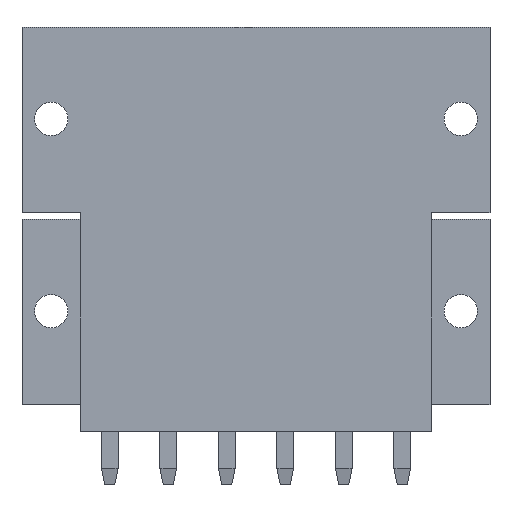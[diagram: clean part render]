
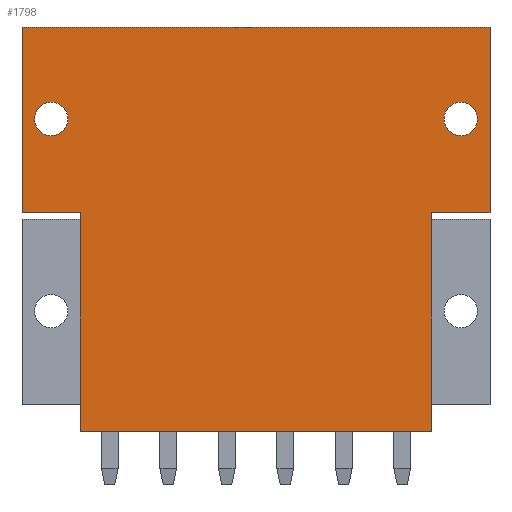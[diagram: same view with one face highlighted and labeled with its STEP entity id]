
A CAD part, front view. The second image highlights one B-rep face of the part: STEP entity #1798.
In plain terms, the highlighted planar face has unit normal (0, -1, 0).
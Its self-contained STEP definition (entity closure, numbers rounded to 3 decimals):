
#1712=AXIS2_PLACEMENT_3D('Plane Axis2P3D',#1709,#1710,#1711) ;
#1764=AXIS2_PLACEMENT_3D('Circle Axis2P3D',#1762,#1763,$) ;
#1773=AXIS2_PLACEMENT_3D('Circle Axis2P3D',#1771,#1772,$) ;
#1782=AXIS2_PLACEMENT_3D('Circle Axis2P3D',#1780,#1781,$) ;
#1791=AXIS2_PLACEMENT_3D('Circle Axis2P3D',#1789,#1790,$) ;
#40=CARTESIAN_POINT('Vertex',(0.,0.,27.4)) ;
#45=CARTESIAN_POINT('Line Origine',(14.,0.,27.4)) ;
#49=CARTESIAN_POINT('Vertex',(28.,0.,27.4)) ;
#1279=CARTESIAN_POINT('Vertex',(24.5,0.,3.2)) ;
#1282=CARTESIAN_POINT('Line Origine',(14.,0.,3.2)) ;
#1286=CARTESIAN_POINT('Vertex',(3.5,0.,3.2)) ;
#1709=CARTESIAN_POINT('Axis2P3D Location',(3.5,0.,27.4)) ;
#1714=CARTESIAN_POINT('Line Origine',(24.5,0.,9.75)) ;
#1718=CARTESIAN_POINT('Vertex',(24.5,0.,16.3)) ;
#1721=CARTESIAN_POINT('Line Origine',(26.25,0.,16.3)) ;
#1725=CARTESIAN_POINT('Vertex',(28.,0.,16.3)) ;
#1728=CARTESIAN_POINT('Line Origine',(28.,0.,21.85)) ;
#1733=CARTESIAN_POINT('Line Origine',(0.,0.,21.85)) ;
#1737=CARTESIAN_POINT('Vertex',(0.,0.,16.3)) ;
#1740=CARTESIAN_POINT('Line Origine',(1.75,0.,16.3)) ;
#1744=CARTESIAN_POINT('Vertex',(3.5,0.,16.3)) ;
#1747=CARTESIAN_POINT('Line Origine',(3.5,0.,9.75)) ;
#1762=CARTESIAN_POINT('Axis2P3D Location',(26.25,0.,21.9)) ;
#1766=CARTESIAN_POINT('Vertex',(25.25,0.,21.9)) ;
#1768=CARTESIAN_POINT('Vertex',(27.25,0.,21.9)) ;
#1771=CARTESIAN_POINT('Axis2P3D Location',(26.25,0.,21.9)) ;
#1780=CARTESIAN_POINT('Axis2P3D Location',(1.75,0.,21.9)) ;
#1784=CARTESIAN_POINT('Vertex',(2.75,0.,21.9)) ;
#1786=CARTESIAN_POINT('Vertex',(0.75,0.,21.9)) ;
#1789=CARTESIAN_POINT('Axis2P3D Location',(1.75,0.,21.9)) ;
#46=DIRECTION('Vector Direction',(1.,0.,0.)) ;
#1283=DIRECTION('Vector Direction',(1.,0.,0.)) ;
#1710=DIRECTION('Axis2P3D Direction',(0.,-1.,0.)) ;
#1711=DIRECTION('Axis2P3D XDirection',(0.,0.,-1.)) ;
#1715=DIRECTION('Vector Direction',(0.,0.,-1.)) ;
#1722=DIRECTION('Vector Direction',(1.,0.,0.)) ;
#1729=DIRECTION('Vector Direction',(0.,0.,-1.)) ;
#1734=DIRECTION('Vector Direction',(0.,0.,-1.)) ;
#1741=DIRECTION('Vector Direction',(1.,0.,0.)) ;
#1748=DIRECTION('Vector Direction',(0.,0.,-1.)) ;
#1763=DIRECTION('Axis2P3D Direction',(0.,-1.,0.)) ;
#1772=DIRECTION('Axis2P3D Direction',(0.,-1.,0.)) ;
#1781=DIRECTION('Axis2P3D Direction',(0.,-1.,0.)) ;
#1790=DIRECTION('Axis2P3D Direction',(0.,-1.,0.)) ;
#47=VECTOR('Line Direction',#46,1.) ;
#1284=VECTOR('Line Direction',#1283,1.) ;
#1716=VECTOR('Line Direction',#1715,1.) ;
#1723=VECTOR('Line Direction',#1722,1.) ;
#1730=VECTOR('Line Direction',#1729,1.) ;
#1735=VECTOR('Line Direction',#1734,1.) ;
#1742=VECTOR('Line Direction',#1741,1.) ;
#1749=VECTOR('Line Direction',#1748,1.) ;
#1753=ORIENTED_EDGE('',*,*,#1720,.T.) ;
#1754=ORIENTED_EDGE('',*,*,#1727,.F.) ;
#1755=ORIENTED_EDGE('',*,*,#1732,.T.) ;
#1756=ORIENTED_EDGE('',*,*,#51,.T.) ;
#1757=ORIENTED_EDGE('',*,*,#1739,.F.) ;
#1758=ORIENTED_EDGE('',*,*,#1746,.T.) ;
#1759=ORIENTED_EDGE('',*,*,#1751,.F.) ;
#1760=ORIENTED_EDGE('',*,*,#1288,.T.) ;
#1777=ORIENTED_EDGE('',*,*,#1770,.F.) ;
#1778=ORIENTED_EDGE('',*,*,#1775,.F.) ;
#1795=ORIENTED_EDGE('',*,*,#1788,.T.) ;
#1796=ORIENTED_EDGE('',*,*,#1793,.T.) ;
#1779=FACE_BOUND('',#1776,.T.) ;
#1797=FACE_BOUND('',#1794,.T.) ;
#1798=ADVANCED_FACE('Housing',(#1761,#1779,#1797),#1713,.T.) ;
#1765=CIRCLE('generated circle',#1764,1.) ;
#1774=CIRCLE('generated circle',#1773,1.) ;
#1783=CIRCLE('generated circle',#1782,1.) ;
#1792=CIRCLE('generated circle',#1791,1.) ;
#51=EDGE_CURVE('',#50,#41,#48,.F.) ;
#1288=EDGE_CURVE('',#1287,#1280,#1285,.T.) ;
#1720=EDGE_CURVE('',#1280,#1719,#1717,.F.) ;
#1727=EDGE_CURVE('',#1726,#1719,#1724,.F.) ;
#1732=EDGE_CURVE('',#1726,#50,#1731,.F.) ;
#1739=EDGE_CURVE('',#1738,#41,#1736,.F.) ;
#1746=EDGE_CURVE('',#1738,#1745,#1743,.T.) ;
#1751=EDGE_CURVE('',#1287,#1745,#1750,.F.) ;
#1770=EDGE_CURVE('',#1767,#1769,#1765,.T.) ;
#1775=EDGE_CURVE('',#1769,#1767,#1774,.T.) ;
#1788=EDGE_CURVE('',#1785,#1787,#1783,.F.) ;
#1793=EDGE_CURVE('',#1787,#1785,#1792,.F.) ;
#1752=EDGE_LOOP('',(#1753,#1754,#1755,#1756,#1757,#1758,#1759,#1760)) ;
#1776=EDGE_LOOP('',(#1777,#1778)) ;
#1794=EDGE_LOOP('',(#1795,#1796)) ;
#1761=FACE_OUTER_BOUND('',#1752,.T.) ;
#48=LINE('Line',#45,#47) ;
#1285=LINE('Line',#1282,#1284) ;
#1717=LINE('Line',#1714,#1716) ;
#1724=LINE('Line',#1721,#1723) ;
#1731=LINE('Line',#1728,#1730) ;
#1736=LINE('Line',#1733,#1735) ;
#1743=LINE('Line',#1740,#1742) ;
#1750=LINE('Line',#1747,#1749) ;
#1713=PLANE('',#1712) ;
#41=VERTEX_POINT('',#40) ;
#50=VERTEX_POINT('',#49) ;
#1280=VERTEX_POINT('',#1279) ;
#1287=VERTEX_POINT('',#1286) ;
#1719=VERTEX_POINT('',#1718) ;
#1726=VERTEX_POINT('',#1725) ;
#1738=VERTEX_POINT('',#1737) ;
#1745=VERTEX_POINT('',#1744) ;
#1767=VERTEX_POINT('',#1766) ;
#1769=VERTEX_POINT('',#1768) ;
#1785=VERTEX_POINT('',#1784) ;
#1787=VERTEX_POINT('',#1786) ;
